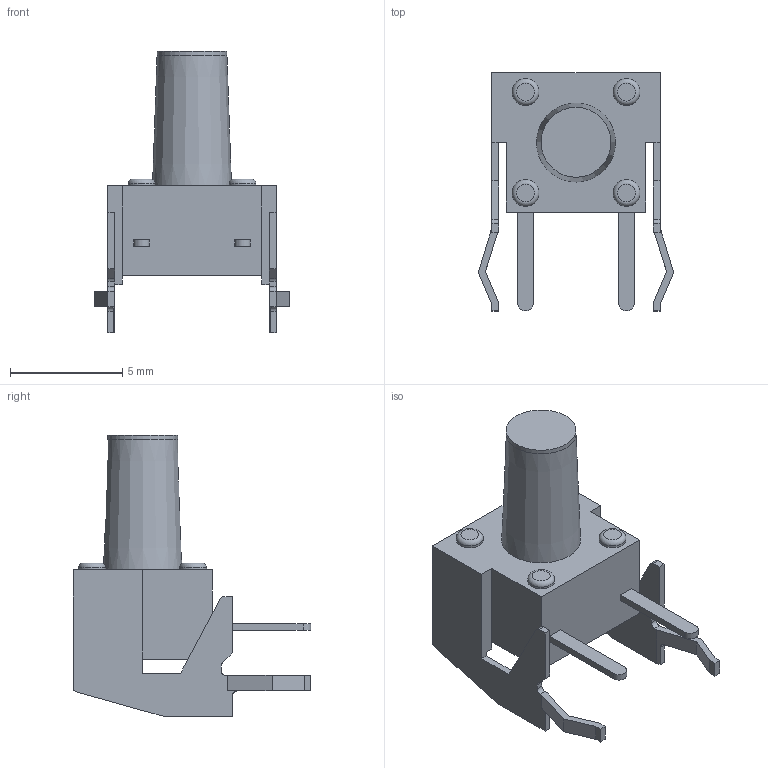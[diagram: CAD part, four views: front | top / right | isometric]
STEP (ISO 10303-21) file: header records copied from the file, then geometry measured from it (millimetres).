
FILE_DESCRIPTION(/* description */ (''),/* implementation_level */ '2;1');
FILE_NAME(/* name */ 'PCB_Switch_Winkel_THT.step',/* time_stamp */ '2020-07-17T23:06:49+02:00',/* author */ (''),/* organization */ (''),/* preprocessor_version */ 'ST-DEVELOPER v18.1',/* originating_system */ 'Autodesk Translation Framework v9.3.0.1241',/* authorisation */ '');
FILE_SCHEMA (('AUTOMOTIVE_DESIGN { 1 0 10303 214 3 1 1 }'));
Length unit declared in the file: millimetre
Products named in the file (1): PCB_Switch_Winkel_THT
Bounding box: 8.71 x 10.6 x 12.55 mm (x, y, z)
Volume: 237.7 mm3; surface area: 372.3 mm2
Topology: 1 solids, 1 shells, 87 faces, 227 edges, 149 vertices
Faces by surface type: plane 65, cylinder 17, torus 4, cone 1
Full cylindrical faces by diameter (mm): 1.2 x4, 3.114 x1
Entity records: 2711 total; most frequent: CARTESIAN_POINT 464, ORIENTED_EDGE 454, DIRECTION 446, EDGE_CURVE 227, LINE 184, VECTOR 184, VERTEX_POINT 149, AXIS2_PLACEMENT_3D 131
